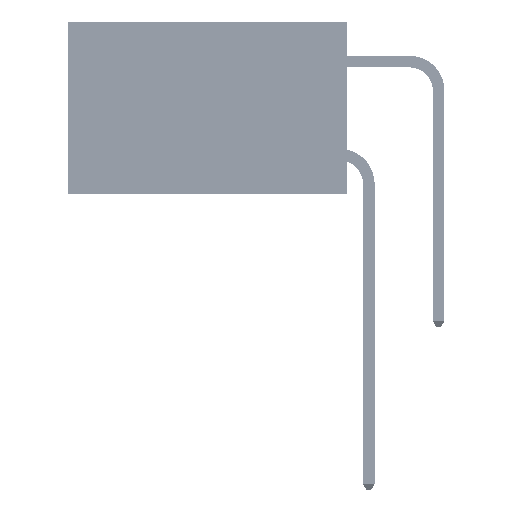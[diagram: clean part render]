
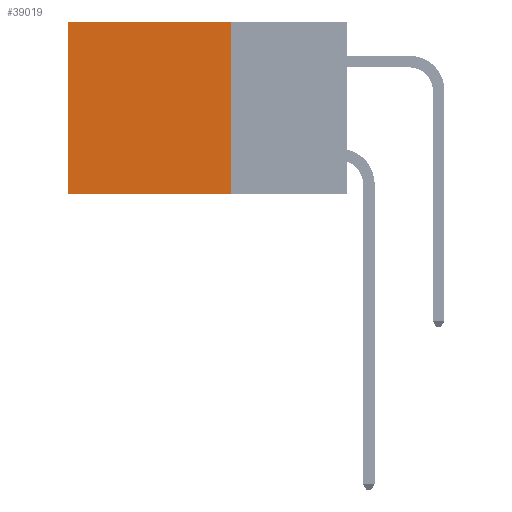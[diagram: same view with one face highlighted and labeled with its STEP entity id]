
A CAD part, left-side view. The second image highlights one B-rep face of the part: STEP entity #39019.
In plain terms, the highlighted planar face has unit normal (-1, 0, 0).
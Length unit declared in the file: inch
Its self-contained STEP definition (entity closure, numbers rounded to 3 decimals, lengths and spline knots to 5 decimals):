
#252 = VERTEX_POINT ( 'NONE', #30604 ) ;
#2298 = CARTESIAN_POINT ( 'NONE',  ( 0.2875, 0.6, -0.37 ) ) ;
#3502 = CARTESIAN_POINT ( 'NONE',  ( 0.2875, 0.25, 0. ) ) ;
#3735 = AXIS2_PLACEMENT_3D ( 'NONE', #29033, #44814, #10475 ) ;
#4261 = ORIENTED_EDGE ( 'NONE', *, *, #28307, .F. ) ;
#6604 = CARTESIAN_POINT ( 'NONE',  ( 0.2875, 0.25, 0. ) ) ;
#7099 = VECTOR ( 'NONE', #29078, 39.37008 ) ;
#9067 = DIRECTION ( 'NONE',  ( 0., 1., 0. ) ) ;
#10475 = DIRECTION ( 'NONE',  ( 0., 0., -1. ) ) ;
#17458 = EDGE_LOOP ( 'NONE', ( #24277, #47512, #4261, #41403 ) ) ;
#18674 = VECTOR ( 'NONE', #9067, 39.37008 ) ;
#18751 = VERTEX_POINT ( 'NONE', #2298 ) ;
#22502 = DIRECTION ( 'NONE',  ( 0., 0., -1. ) ) ;
#24277 = ORIENTED_EDGE ( 'NONE', *, *, #31401, .T. ) ;
#24310 = FACE_OUTER_BOUND ( 'NONE', #17458, .T. ) ;
#24739 = CARTESIAN_POINT ( 'NONE',  ( 0.2875, 0.6, 0. ) ) ;
#24835 = VERTEX_POINT ( 'NONE', #24739 ) ;
#26072 = LINE ( 'NONE', #3502, #32551 ) ;
#28307 = EDGE_CURVE ( 'NONE', #43763, #252, #26072, .T. ) ;
#29033 = CARTESIAN_POINT ( 'NONE',  ( 0.2875, 0.25, 0. ) ) ;
#29078 = DIRECTION ( 'NONE',  ( 0., 0., -1. ) ) ;
#29232 = CARTESIAN_POINT ( 'NONE',  ( 0.2875, 0.6, 0. ) ) ;
#30168 = LINE ( 'NONE', #29232, #7099 ) ;
#30604 = CARTESIAN_POINT ( 'NONE',  ( 0.2875, 0.25, -0.37 ) ) ;
#31401 = EDGE_CURVE ( 'NONE', #24835, #18751, #30168, .T. ) ;
#32321 = EDGE_CURVE ( 'NONE', #252, #18751, #36585, .T. ) ;
#32551 = VECTOR ( 'NONE', #22502, 39.37008 ) ;
#35202 = LINE ( 'NONE', #38818, #18674 ) ;
#36585 = LINE ( 'NONE', #45183, #38942 ) ;
#36738 = EDGE_CURVE ( 'NONE', #43763, #24835, #35202, .T. ) ;
#38818 = CARTESIAN_POINT ( 'NONE',  ( 0.2875, 0.25, 0. ) ) ;
#38942 = VECTOR ( 'NONE', #42342, 39.37008 ) ;
#39019 = ADVANCED_FACE ( 'NONE', ( #24310 ), #44670, .F. ) ;
#41403 = ORIENTED_EDGE ( 'NONE', *, *, #36738, .T. ) ;
#42342 = DIRECTION ( 'NONE',  ( 0., 1., 0. ) ) ;
#43763 = VERTEX_POINT ( 'NONE', #6604 ) ;
#44670 = PLANE ( 'NONE',  #3735 ) ;
#44814 = DIRECTION ( 'NONE',  ( 1., 0., 0. ) ) ;
#45183 = CARTESIAN_POINT ( 'NONE',  ( 0.2875, 0.25, -0.37 ) ) ;
#47512 = ORIENTED_EDGE ( 'NONE', *, *, #32321, .F. ) ;
